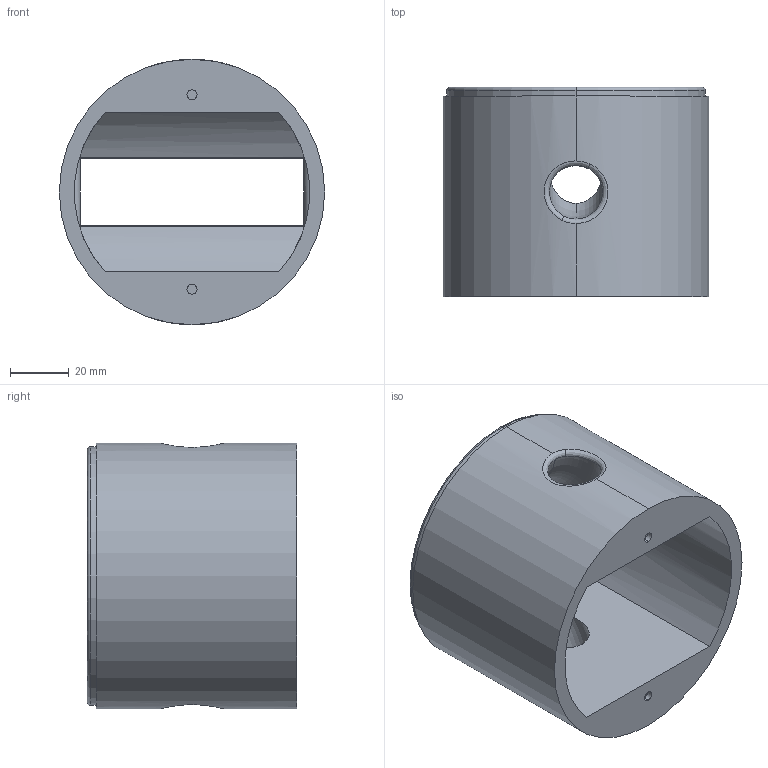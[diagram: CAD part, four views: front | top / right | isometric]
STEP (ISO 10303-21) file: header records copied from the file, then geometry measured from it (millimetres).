
FILE_DESCRIPTION (( 'STEP AP214' ), '1' );
FILE_NAME ('tower.STEP', '2024-05-21T15:32:14', ( '' ), ( '' ), 'SwSTEP 2.0', 'SolidWorks 2023', '' );
FILE_SCHEMA (( 'AUTOMOTIVE_DESIGN' ));
Length unit declared in the file: millimetre
Products named in the file (1): tower
Bounding box: 90 x 71 x 90 mm (x, y, z)
Volume: 165722.1 mm3; surface area: 45952.3 mm2
Topology: 1 solids, 1 shells, 66 faces, 164 edges, 108 vertices
Faces by surface type: cylinder 28, plane 26, torus 8, bspline 4
Entity records: 3299 total; most frequent: CARTESIAN_POINT 1735, ORIENTED_EDGE 328, DIRECTION 298, EDGE_CURVE 164, AXIS2_PLACEMENT_3D 111, VERTEX_POINT 108, EDGE_LOOP 80, VECTOR 76
